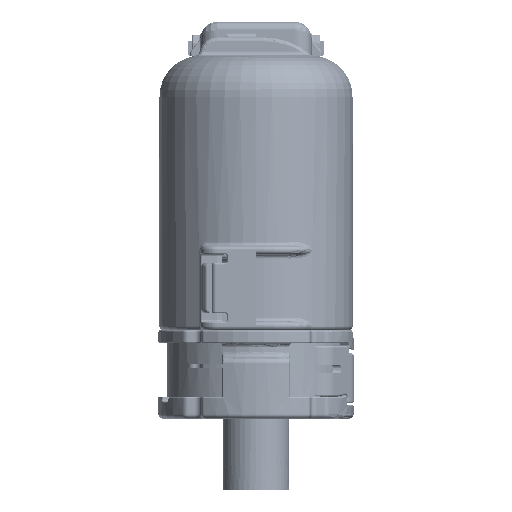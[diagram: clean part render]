
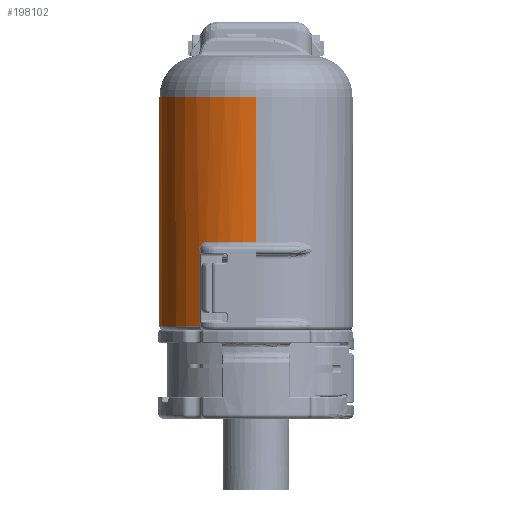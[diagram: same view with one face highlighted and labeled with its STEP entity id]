
A CAD part, left-side view. The second image highlights one B-rep face of the part: STEP entity #198102.
In plain terms, the highlighted cylindrical face has radius 11.5 mm (diameter 23 mm), a partial arc.
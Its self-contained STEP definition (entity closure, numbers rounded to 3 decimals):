
#198029=AXIS2_PLACEMENT_3D('Cylinder Axis2P3D',#198026,#198027,#198028) ;
#198055=AXIS2_PLACEMENT_3D('Circle Axis2P3D',#198053,#198054,$) ;
#198069=AXIS2_PLACEMENT_3D('Circle Axis2P3D',#198067,#198068,$) ;
#198088=AXIS2_PLACEMENT_3D('Circle Axis2P3D',#198086,#198087,$) ;
#194088=CARTESIAN_POINT('Vertex',(6.13,6.992,-3.578)) ;
#194092=CARTESIAN_POINT('Control Point',(6.13,6.992,-3.578)) ;
#194093=CARTESIAN_POINT('Control Point',(6.002,7.159,-3.192)) ;
#194094=CARTESIAN_POINT('Control Point',(5.885,7.304,-2.793)) ;
#194095=CARTESIAN_POINT('Control Point',(5.781,7.428,-2.38)) ;
#194096=CARTESIAN_POINT('Control Point',(5.653,7.575,-1.747)) ;
#194097=CARTESIAN_POINT('Control Point',(5.572,7.666,-1.096)) ;
#194098=CARTESIAN_POINT('Control Point',(5.551,7.689,-0.88)) ;
#194099=CARTESIAN_POINT('Control Point',(5.521,7.723,-0.449)) ;
#194100=CARTESIAN_POINT('Control Point',(5.513,7.732,-0.014)) ;
#194101=CARTESIAN_POINT('Control Point',(5.515,7.73,0.202)) ;
#194102=CARTESIAN_POINT('Control Point',(5.539,7.704,0.853)) ;
#194103=CARTESIAN_POINT('Control Point',(5.613,7.62,1.495)) ;
#194104=CARTESIAN_POINT('Control Point',(5.685,7.54,1.916)) ;
#194105=CARTESIAN_POINT('Control Point',(5.813,7.39,2.507)) ;
#194106=CARTESIAN_POINT('Control Point',(5.972,7.195,3.074)) ;
#194107=CARTESIAN_POINT('Control Point',(6.022,7.131,3.244)) ;
#194108=CARTESIAN_POINT('Control Point',(6.075,7.064,3.412)) ;
#194109=CARTESIAN_POINT('Control Point',(6.13,6.992,3.578)) ;
#194110=CARTESIAN_POINT('Vertex',(6.13,6.992,3.578)) ;
#198026=CARTESIAN_POINT('Axis2P3D Location',(-3.,0.,-5.8)) ;
#198031=CARTESIAN_POINT('Line Origine',(-12.271,6.804,-8.25)) ;
#198035=CARTESIAN_POINT('Vertex',(-12.271,6.804,-21.6)) ;
#198037=CARTESIAN_POINT('Vertex',(-12.271,6.804,-12.6)) ;
#198041=CARTESIAN_POINT('Control Point',(-12.903,5.846,-11.6)) ;
#198042=CARTESIAN_POINT('Control Point',(-12.817,5.992,-11.6)) ;
#198043=CARTESIAN_POINT('Control Point',(-12.729,6.136,-11.629)) ;
#198044=CARTESIAN_POINT('Control Point',(-12.641,6.272,-11.685)) ;
#198045=CARTESIAN_POINT('Control Point',(-12.477,6.517,-11.845)) ;
#198046=CARTESIAN_POINT('Control Point',(-12.348,6.7,-12.107)) ;
#198047=CARTESIAN_POINT('Control Point',(-12.297,6.769,-12.257)) ;
#198048=CARTESIAN_POINT('Control Point',(-12.271,6.804,-12.429)) ;
#198049=CARTESIAN_POINT('Control Point',(-12.271,6.804,-12.6)) ;
#198050=CARTESIAN_POINT('Vertex',(-12.903,5.846,-11.6)) ;
#198053=CARTESIAN_POINT('Axis2P3D Location',(-3.,0.,-11.6)) ;
#198057=CARTESIAN_POINT('Vertex',(-14.5,0.,-11.6)) ;
#198060=CARTESIAN_POINT('Line Origine',(-14.5,0.,-8.25)) ;
#198064=CARTESIAN_POINT('Vertex',(-14.5,0.,5.6)) ;
#198067=CARTESIAN_POINT('Axis2P3D Location',(-3.,0.,5.6)) ;
#198071=CARTESIAN_POINT('Vertex',(6.13,6.992,5.6)) ;
#198074=CARTESIAN_POINT('Line Origine',(6.13,6.992,-8.25)) ;
#198079=CARTESIAN_POINT('Line Origine',(6.13,6.992,-8.25)) ;
#198083=CARTESIAN_POINT('Vertex',(6.13,6.992,-21.6)) ;
#198086=CARTESIAN_POINT('Axis2P3D Location',(-3.,0.,-21.6)) ;
#198027=DIRECTION('Axis2P3D Direction',(0.,0.,-1.)) ;
#198028=DIRECTION('Axis2P3D XDirection',(-1.,0.,0.)) ;
#198032=DIRECTION('Vector Direction',(0.,0.,-1.)) ;
#198054=DIRECTION('Axis2P3D Direction',(0.,0.,-1.)) ;
#198061=DIRECTION('Vector Direction',(0.,0.,-1.)) ;
#198068=DIRECTION('Axis2P3D Direction',(0.,0.,-1.)) ;
#198075=DIRECTION('Vector Direction',(0.,0.,-1.)) ;
#198080=DIRECTION('Vector Direction',(0.,0.,-1.)) ;
#198087=DIRECTION('Axis2P3D Direction',(0.,0.,-1.)) ;
#198033=VECTOR('Line Direction',#198032,1.) ;
#198062=VECTOR('Line Direction',#198061,1.) ;
#198076=VECTOR('Line Direction',#198075,1.) ;
#198081=VECTOR('Line Direction',#198080,1.) ;
#198092=ORIENTED_EDGE('',*,*,#198039,.T.) ;
#198093=ORIENTED_EDGE('',*,*,#198052,.T.) ;
#198094=ORIENTED_EDGE('',*,*,#198059,.T.) ;
#198095=ORIENTED_EDGE('',*,*,#198066,.T.) ;
#198096=ORIENTED_EDGE('',*,*,#198073,.T.) ;
#198097=ORIENTED_EDGE('',*,*,#198078,.F.) ;
#198098=ORIENTED_EDGE('',*,*,#194112,.T.) ;
#198099=ORIENTED_EDGE('',*,*,#198085,.T.) ;
#198100=ORIENTED_EDGE('',*,*,#198090,.F.) ;
#198102=ADVANCED_FACE('S241 cap bottom',(#198101),#198030,.T.) ;
#194091=B_SPLINE_CURVE_WITH_KNOTS('',5,(#194092,#194093,#194094,#194095,#194096,#194097,#194098,#194099,#194100,#194101,#194102,#194103,#194104,#194105,#194106,#194107,#194108,#194109),.UNSPECIFIED.,.F.,.U.,(6,3,3,3,3,6),(11.202,14.172,15.625,17.064,19.962,21.237),.UNSPECIFIED.) ;
#198040=B_SPLINE_CURVE_WITH_KNOTS('',5,(#198041,#198042,#198043,#198044,#198045,#198046,#198047,#198048,#198049),.UNSPECIFIED.,.F.,.U.,(6,3,6),(2.814,3.846,4.804),.UNSPECIFIED.) ;
#198056=CIRCLE('generated circle',#198055,11.5) ;
#198070=CIRCLE('generated circle',#198069,11.5) ;
#198089=CIRCLE('generated circle',#198088,11.5) ;
#198030=CYLINDRICAL_SURFACE('generated cylinder',#198029,11.5) ;
#194112=EDGE_CURVE('',#194111,#194089,#194091,.F.) ;
#198039=EDGE_CURVE('',#198036,#198038,#198034,.F.) ;
#198052=EDGE_CURVE('',#198038,#198051,#198040,.F.) ;
#198059=EDGE_CURVE('',#198051,#198058,#198056,.F.) ;
#198066=EDGE_CURVE('',#198058,#198065,#198063,.F.) ;
#198073=EDGE_CURVE('',#198065,#198072,#198070,.T.) ;
#198078=EDGE_CURVE('',#194111,#198072,#198077,.F.) ;
#198085=EDGE_CURVE('',#194089,#198084,#198082,.T.) ;
#198090=EDGE_CURVE('',#198036,#198084,#198089,.T.) ;
#198091=EDGE_LOOP('',(#198092,#198093,#198094,#198095,#198096,#198097,#198098,#198099,#198100)) ;
#198101=FACE_OUTER_BOUND('',#198091,.T.) ;
#198034=LINE('Line',#198031,#198033) ;
#198063=LINE('Line',#198060,#198062) ;
#198077=LINE('Line',#198074,#198076) ;
#198082=LINE('Line',#198079,#198081) ;
#194089=VERTEX_POINT('',#194088) ;
#194111=VERTEX_POINT('',#194110) ;
#198036=VERTEX_POINT('',#198035) ;
#198038=VERTEX_POINT('',#198037) ;
#198051=VERTEX_POINT('',#198050) ;
#198058=VERTEX_POINT('',#198057) ;
#198065=VERTEX_POINT('',#198064) ;
#198072=VERTEX_POINT('',#198071) ;
#198084=VERTEX_POINT('',#198083) ;
